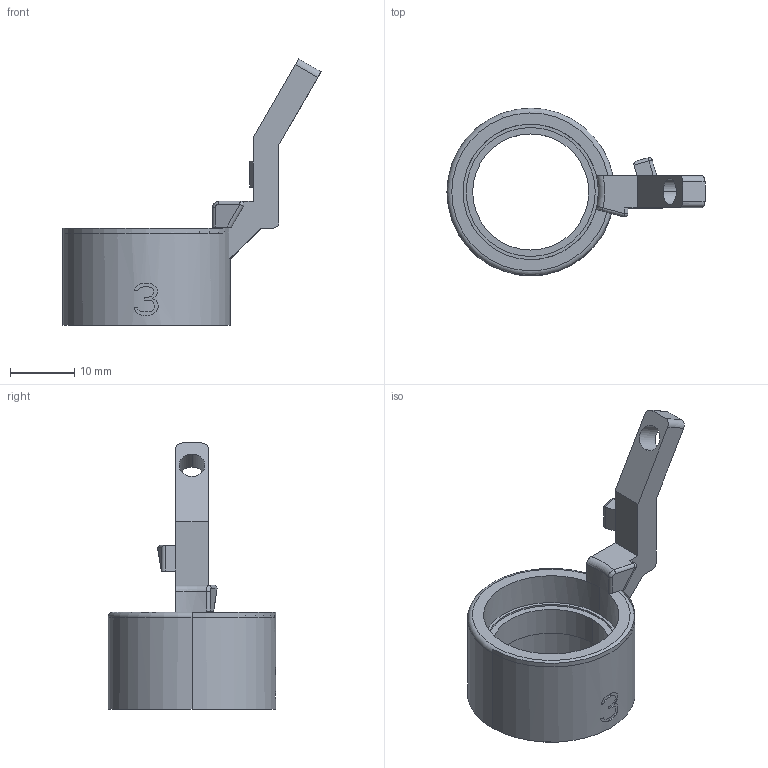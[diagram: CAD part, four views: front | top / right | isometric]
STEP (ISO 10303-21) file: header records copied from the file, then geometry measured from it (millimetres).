
FILE_DESCRIPTION((''),'2;1');
FILE_NAME('ARM_3_-60_50','2020-07-08T12:43:33',('EMassa'),(''),'CREO PARAMETRIC BY PTC INC, 2019344','CREO PARAMETRIC BY PTC INC, 2019344','');
FILE_SCHEMA(('CONFIG_CONTROL_DESIGN'));
Length unit declared in the file: millimetre
Products named in the file (1): ARM_3_-60_50
Bounding box: 40.02 x 25.98 x 41.26 mm (x, y, z)
Volume: 3881.9 mm3; surface area: 3974.5 mm2
Topology: 1 solids, 2 shells, 114 faces, 373 edges, 266 vertices
Faces by surface type: plane 82, cylinder 26, sphere 2, torus 2, bspline 1, cone 1
Entity records: 4228 total; most frequent: CARTESIAN_POINT 1048, ORIENTED_EDGE 682, DIRECTION 574, EDGE_CURVE 373, VERTEX_POINT 266, VECTOR 200, LINE 200, AXIS2_PLACEMENT_3D 187
